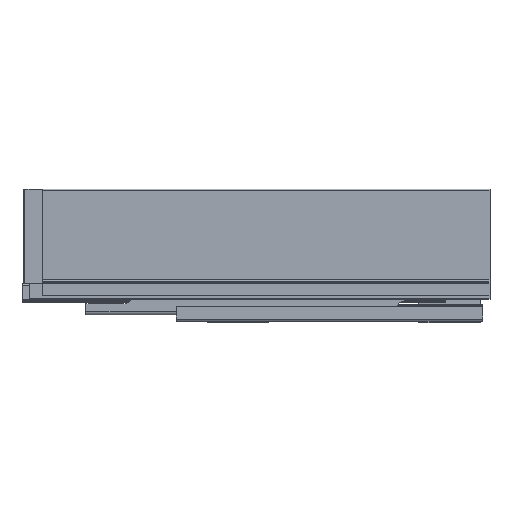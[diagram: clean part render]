
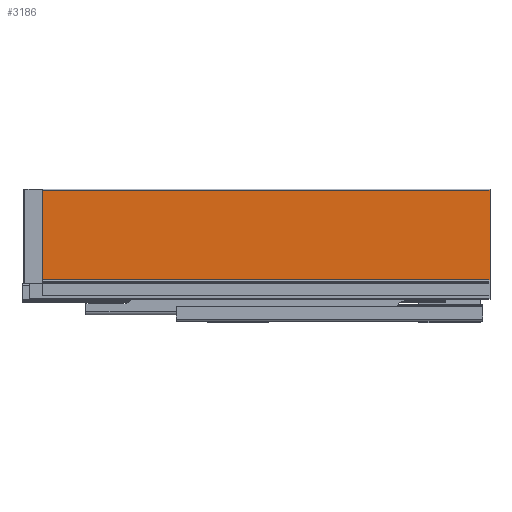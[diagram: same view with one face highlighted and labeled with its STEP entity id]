
A CAD part, top view. The second image highlights one B-rep face of the part: STEP entity #3186.
In plain terms, the highlighted planar face has unit normal (0, 0, 1).
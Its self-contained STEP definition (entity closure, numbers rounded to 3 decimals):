
#442 = EDGE_LOOP ( 'NONE', ( #7178, #6477, #8337, #4057 ) ) ;
#581 = VERTEX_POINT ( 'NONE', #1624 ) ;
#766 = EDGE_CURVE ( 'NONE', #3912, #581, #9038, .T. ) ;
#865 = VECTOR ( 'NONE', #2377, 1000. ) ;
#1458 = VECTOR ( 'NONE', #7924, 1000. ) ;
#1508 = VECTOR ( 'NONE', #2754, 1000. ) ;
#1624 = CARTESIAN_POINT ( 'NONE',  ( 0., 20.5, 14. ) ) ;
#1756 = AXIS2_PLACEMENT_3D ( 'NONE', #6752, #3805, #4421 ) ;
#2121 = LINE ( 'NONE', #2776, #1458 ) ;
#2277 = CARTESIAN_POINT ( 'NONE',  ( -475.5, 116., 14. ) ) ;
#2377 = DIRECTION ( 'NONE',  ( 0., -1., 0. ) ) ;
#2754 = DIRECTION ( 'NONE',  ( 1., 0., 0. ) ) ;
#2776 = CARTESIAN_POINT ( 'NONE',  ( -475.5, 116., 14. ) ) ;
#3186 = ADVANCED_FACE ( 'NONE', ( #8885 ), #6658, .T. ) ;
#3406 = VECTOR ( 'NONE', #5532, 1000. ) ;
#3805 = DIRECTION ( 'NONE',  ( 0., 0., 1. ) ) ;
#3912 = VERTEX_POINT ( 'NONE', #4690 ) ;
#4010 = CARTESIAN_POINT ( 'NONE',  ( -492., 116., 14. ) ) ;
#4057 = ORIENTED_EDGE ( 'NONE', *, *, #766, .F. ) ;
#4071 = EDGE_CURVE ( 'NONE', #5853, #581, #4106, .T. ) ;
#4106 = LINE ( 'NONE', #4211, #1508 ) ;
#4211 = CARTESIAN_POINT ( 'NONE',  ( 0., 20.5, 14. ) ) ;
#4421 = DIRECTION ( 'NONE',  ( 0., -1., 0. ) ) ;
#4540 = LINE ( 'NONE', #4010, #3406 ) ;
#4690 = CARTESIAN_POINT ( 'NONE',  ( 0., 116., 14. ) ) ;
#5066 = EDGE_CURVE ( 'NONE', #9321, #5853, #2121, .T. ) ;
#5532 = DIRECTION ( 'NONE',  ( 1., 0., 0. ) ) ;
#5853 = VERTEX_POINT ( 'NONE', #9242 ) ;
#6119 = EDGE_CURVE ( 'NONE', #9321, #3912, #4540, .T. ) ;
#6477 = ORIENTED_EDGE ( 'NONE', *, *, #5066, .T. ) ;
#6658 = PLANE ( 'NONE',  #1756 ) ;
#6752 = CARTESIAN_POINT ( 'NONE',  ( -492., 116., 14. ) ) ;
#6900 = CARTESIAN_POINT ( 'NONE',  ( 0., 116., 14. ) ) ;
#7178 = ORIENTED_EDGE ( 'NONE', *, *, #6119, .F. ) ;
#7924 = DIRECTION ( 'NONE',  ( 0., -1., 0. ) ) ;
#8337 = ORIENTED_EDGE ( 'NONE', *, *, #4071, .T. ) ;
#8885 = FACE_OUTER_BOUND ( 'NONE', #442, .T. ) ;
#9038 = LINE ( 'NONE', #6900, #865 ) ;
#9242 = CARTESIAN_POINT ( 'NONE',  ( -475.5, 20.5, 14. ) ) ;
#9321 = VERTEX_POINT ( 'NONE', #2277 ) ;
